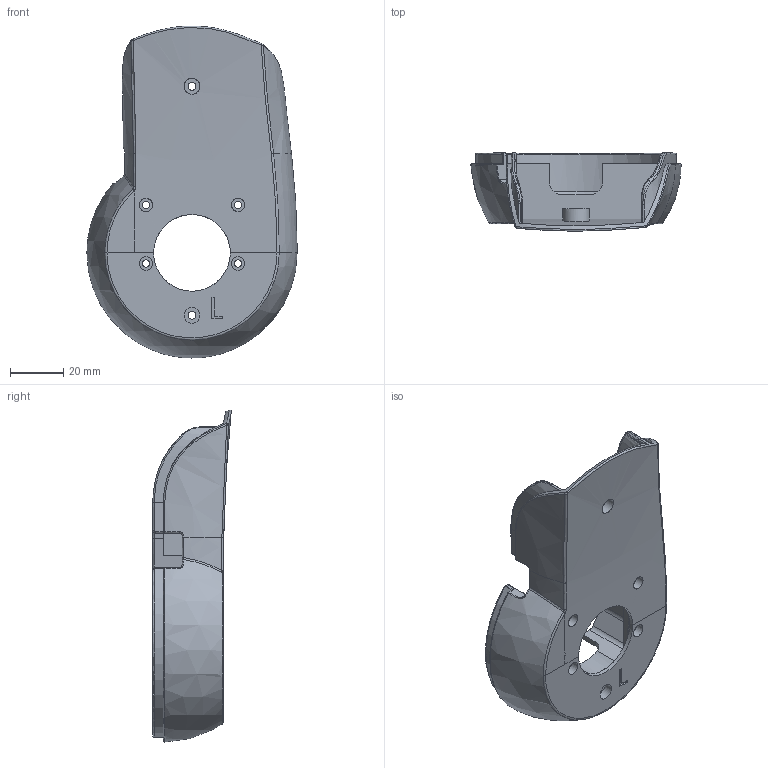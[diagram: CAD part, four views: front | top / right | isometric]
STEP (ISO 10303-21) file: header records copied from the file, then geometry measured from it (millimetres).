
FILE_DESCRIPTION(/* description */ (''),/* implementation_level */ '2;1');
FILE_NAME(/* name */ 'Arm Upper Cover Left Original.step',/* time_stamp */ '2017-06-24T11:21:35+10:00',/* author */ (''),/* organization */ (''),/* preprocessor_version */ 'ST-DEVELOPER v16.13',/* originating_system */ 'Autodesk Translation Framework v6.1.1.50',/* authorisation */ '');
FILE_SCHEMA (('AUTOMOTIVE_DESIGN { 1 0 10303 214 3 1 1 }'));
Length unit declared in the file: millimetre
Products named in the file (1): Arm Upper Cover Left v1
Bounding box: 78.99 x 29.47 x 124.74 mm (x, y, z)
Volume: 36891.3 mm3; surface area: 33467.2 mm2
Topology: 1 solids, 1 shells, 242 faces, 646 edges, 410 vertices
Faces by surface type: bspline 85, plane 80, cylinder 65, sphere 6, torus 6
Full cylindrical faces by diameter (mm): 2.7 x4, 3 x2, 5 x4, 6 x2, 10 x2, 28.8 x1
Entity records: 16828 total; most frequent: CARTESIAN_POINT 11349, ORIENTED_EDGE 1248, DIRECTION 959, EDGE_CURVE 624, VERTEX_POINT 406, AXIS2_PLACEMENT_3D 353, EDGE_LOOP 278, LINE 253
